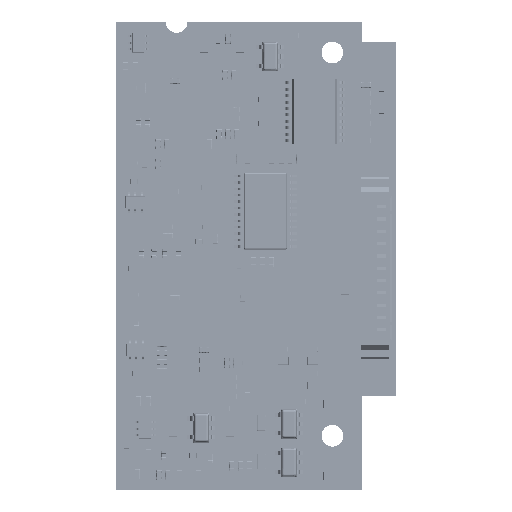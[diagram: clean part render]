
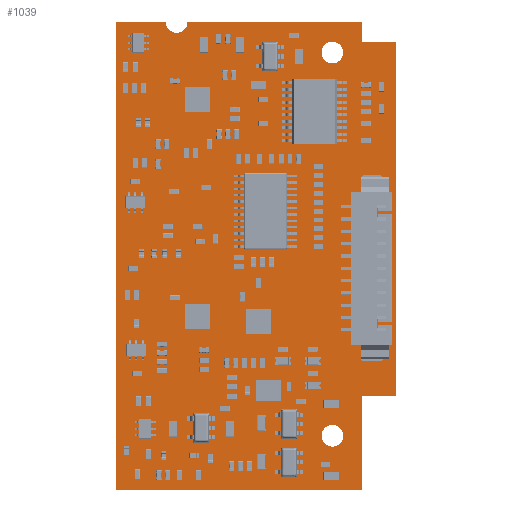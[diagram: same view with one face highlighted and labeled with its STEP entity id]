
A CAD part, top view. The second image highlights one B-rep face of the part: STEP entity #1039.
In plain terms, the highlighted planar face has unit normal (0, 0, 1).
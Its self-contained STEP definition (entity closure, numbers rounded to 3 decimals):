
#644 = VERTEX_POINT('',#645);
#645 = CARTESIAN_POINT('',(24.5,-0.5,1.632));
#651 = EDGE_CURVE('',#644,#652,#654,.T.);
#652 = VERTEX_POINT('',#653);
#653 = CARTESIAN_POINT('',(-0.5,-0.5,1.632));
#654 = LINE('',#655,#656);
#655 = CARTESIAN_POINT('',(24.5,-0.5,1.632));
#656 = VECTOR('',#657,1.);
#657 = DIRECTION('',(-1.,0.,0.));
#684 = VERTEX_POINT('',#685);
#685 = CARTESIAN_POINT('',(24.5,9.,1.632));
#691 = EDGE_CURVE('',#684,#644,#692,.T.);
#692 = LINE('',#693,#694);
#693 = CARTESIAN_POINT('',(24.5,9.,1.632));
#694 = VECTOR('',#695,1.);
#695 = DIRECTION('',(0.,-1.,0.));
#715 = VERTEX_POINT('',#716);
#716 = CARTESIAN_POINT('',(28.,9.,1.632));
#722 = EDGE_CURVE('',#715,#684,#723,.T.);
#723 = LINE('',#724,#725);
#724 = CARTESIAN_POINT('',(28.,9.,1.632));
#725 = VECTOR('',#726,1.);
#726 = DIRECTION('',(-1.,0.,0.));
#746 = VERTEX_POINT('',#747);
#747 = CARTESIAN_POINT('',(28.,45.,1.632));
#753 = EDGE_CURVE('',#746,#715,#754,.T.);
#754 = LINE('',#755,#756);
#755 = CARTESIAN_POINT('',(28.,45.,1.632));
#756 = VECTOR('',#757,1.);
#757 = DIRECTION('',(0.,-1.,0.));
#777 = VERTEX_POINT('',#778);
#778 = CARTESIAN_POINT('',(24.5,45.,1.632));
#784 = EDGE_CURVE('',#777,#746,#785,.T.);
#785 = LINE('',#786,#787);
#786 = CARTESIAN_POINT('',(24.5,45.,1.632));
#787 = VECTOR('',#788,1.);
#788 = DIRECTION('',(1.,0.,0.));
#808 = VERTEX_POINT('',#809);
#809 = CARTESIAN_POINT('',(24.5,47.,1.632));
#815 = EDGE_CURVE('',#808,#777,#816,.T.);
#816 = LINE('',#817,#818);
#817 = CARTESIAN_POINT('',(24.5,47.,1.632));
#818 = VECTOR('',#819,1.);
#819 = DIRECTION('',(0.,-1.,0.));
#839 = VERTEX_POINT('',#840);
#840 = CARTESIAN_POINT('',(6.8,47.,1.632));
#846 = EDGE_CURVE('',#839,#808,#847,.T.);
#847 = LINE('',#848,#849);
#848 = CARTESIAN_POINT('',(-0.5,47.,1.632));
#849 = VECTOR('',#850,1.);
#850 = DIRECTION('',(1.,0.,0.));
#870 = VERTEX_POINT('',#871);
#871 = CARTESIAN_POINT('',(4.6,47.,1.632));
#877 = EDGE_CURVE('',#870,#839,#878,.T.);
#878 = CIRCLE('',#879,1.1);
#879 = AXIS2_PLACEMENT_3D('',#880,#881,#882);
#880 = CARTESIAN_POINT('',(5.7,47.,1.632));
#881 = DIRECTION('',(0.,0.,1.));
#882 = DIRECTION('',(1.,0.,-0.));
#903 = VERTEX_POINT('',#904);
#904 = CARTESIAN_POINT('',(-0.5,47.,1.632));
#910 = EDGE_CURVE('',#903,#870,#911,.T.);
#911 = LINE('',#912,#913);
#912 = CARTESIAN_POINT('',(-0.5,47.,1.632));
#913 = VECTOR('',#914,1.);
#914 = DIRECTION('',(1.,0.,0.));
#932 = EDGE_CURVE('',#652,#903,#933,.T.);
#933 = LINE('',#934,#935);
#934 = CARTESIAN_POINT('',(-0.5,-0.5,1.632));
#935 = VECTOR('',#936,1.);
#936 = DIRECTION('',(0.,1.,0.));
#956 = VERTEX_POINT('',#957);
#957 = CARTESIAN_POINT('',(22.6,5.,1.632));
#963 = EDGE_CURVE('',#956,#956,#964,.T.);
#964 = CIRCLE('',#965,1.1);
#965 = AXIS2_PLACEMENT_3D('',#966,#967,#968);
#966 = CARTESIAN_POINT('',(21.5,5.,1.632));
#967 = DIRECTION('',(0.,0.,1.));
#968 = DIRECTION('',(1.,0.,-0.));
#989 = VERTEX_POINT('',#990);
#990 = CARTESIAN_POINT('',(22.6,43.9,1.632));
#996 = EDGE_CURVE('',#989,#989,#997,.T.);
#997 = CIRCLE('',#998,1.1);
#998 = AXIS2_PLACEMENT_3D('',#999,#1000,#1001);
#999 = CARTESIAN_POINT('',(21.5,43.9,1.632));
#1000 = DIRECTION('',(0.,0.,1.));
#1001 = DIRECTION('',(1.,0.,-0.));
#1039 = ADVANCED_FACE('',(#1040,#1052,#1055),#1058,.F.);
#1040 = FACE_BOUND('',#1041,.F.);
#1041 = EDGE_LOOP('',(#1042,#1043,#1044,#1045,#1046,#1047,#1048,#1049,
    #1050,#1051));
#1042 = ORIENTED_EDGE('',*,*,#651,.T.);
#1043 = ORIENTED_EDGE('',*,*,#932,.T.);
#1044 = ORIENTED_EDGE('',*,*,#910,.T.);
#1045 = ORIENTED_EDGE('',*,*,#877,.T.);
#1046 = ORIENTED_EDGE('',*,*,#846,.T.);
#1047 = ORIENTED_EDGE('',*,*,#815,.T.);
#1048 = ORIENTED_EDGE('',*,*,#784,.T.);
#1049 = ORIENTED_EDGE('',*,*,#753,.T.);
#1050 = ORIENTED_EDGE('',*,*,#722,.T.);
#1051 = ORIENTED_EDGE('',*,*,#691,.T.);
#1052 = FACE_BOUND('',#1053,.F.);
#1053 = EDGE_LOOP('',(#1054));
#1054 = ORIENTED_EDGE('',*,*,#963,.T.);
#1055 = FACE_BOUND('',#1056,.F.);
#1056 = EDGE_LOOP('',(#1057));
#1057 = ORIENTED_EDGE('',*,*,#996,.T.);
#1058 = PLANE('',#1059);
#1059 = AXIS2_PLACEMENT_3D('',#1060,#1061,#1062);
#1060 = CARTESIAN_POINT('',(13.485,23.423,1.632)
  );
#1061 = DIRECTION('',(-0.,-0.,-1.));
#1062 = DIRECTION('',(-1.,0.,0.));
